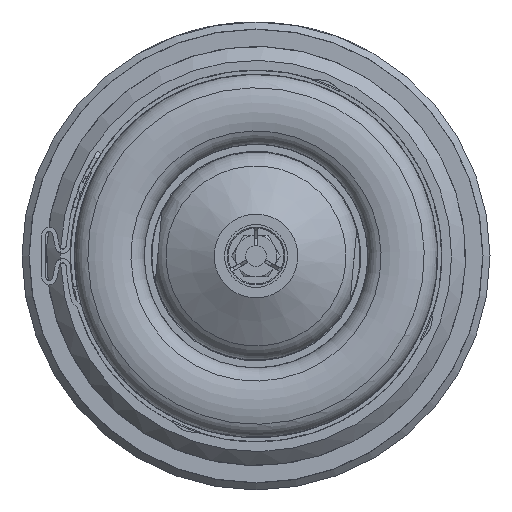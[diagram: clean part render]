
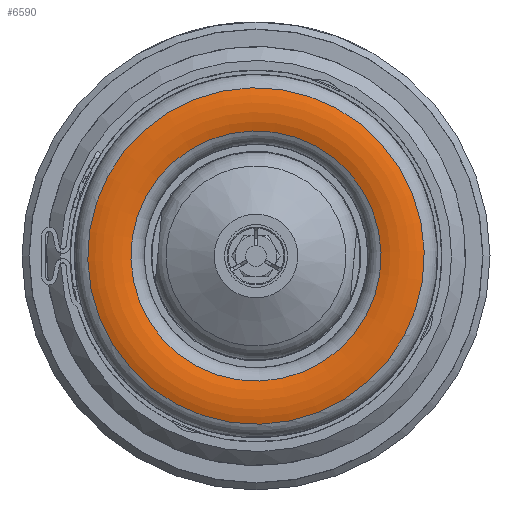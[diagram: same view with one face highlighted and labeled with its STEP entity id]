
A CAD part, left-side view. The second image highlights one B-rep face of the part: STEP entity #6590.
In plain terms, the highlighted toroidal (fillet/blend) face has major radius 21 mm and minor radius 8.5 mm.
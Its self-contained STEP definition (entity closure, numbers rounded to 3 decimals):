
#19=TOROIDAL_SURFACE('',#7168,21.,8.5);
#540=FACE_BOUND('',#2363,.T.);
#1934=FACE_OUTER_BOUND('',#2362,.T.);
#2362=EDGE_LOOP('',(#5773));
#2363=EDGE_LOOP('',(#5774));
#2660=CIRCLE('',#7165,17.909);
#2661=CIRCLE('',#7167,24.091);
#3251=VERTEX_POINT('',#17223);
#3252=VERTEX_POINT('',#17226);
#4117=EDGE_CURVE('',#3251,#3251,#2660,.T.);
#4118=EDGE_CURVE('',#3252,#3252,#2661,.T.);
#5773=ORIENTED_EDGE('',*,*,#4117,.F.);
#5774=ORIENTED_EDGE('',*,*,#4118,.F.);
#6590=ADVANCED_FACE('',(#1934,#540),#19,.T.);
#7165=AXIS2_PLACEMENT_3D('',#17224,#8619,#8620);
#7167=AXIS2_PLACEMENT_3D('',#17227,#8623,#8624);
#7168=AXIS2_PLACEMENT_3D('',#17228,#8625,#8626);
#8619=DIRECTION('center_axis',(-1.,0.,0.));
#8620=DIRECTION('ref_axis',(0.,-0.474,0.88));
#8623=DIRECTION('center_axis',(1.,0.,0.));
#8624=DIRECTION('ref_axis',(0.,-0.474,0.88));
#8625=DIRECTION('center_axis',(1.,0.,0.));
#8626=DIRECTION('ref_axis',(0.,-0.88,-0.474));
#17223=CARTESIAN_POINT('',(-13.468,8.494,-15.767));
#17224=CARTESIAN_POINT('Origin',(-13.468,0.,
0.));
#17226=CARTESIAN_POINT('',(-13.468,11.426,-21.209));
#17227=CARTESIAN_POINT('Origin',(-13.468,0.,
0.));
#17228=CARTESIAN_POINT('Origin',(-5.55,0.,0.));
